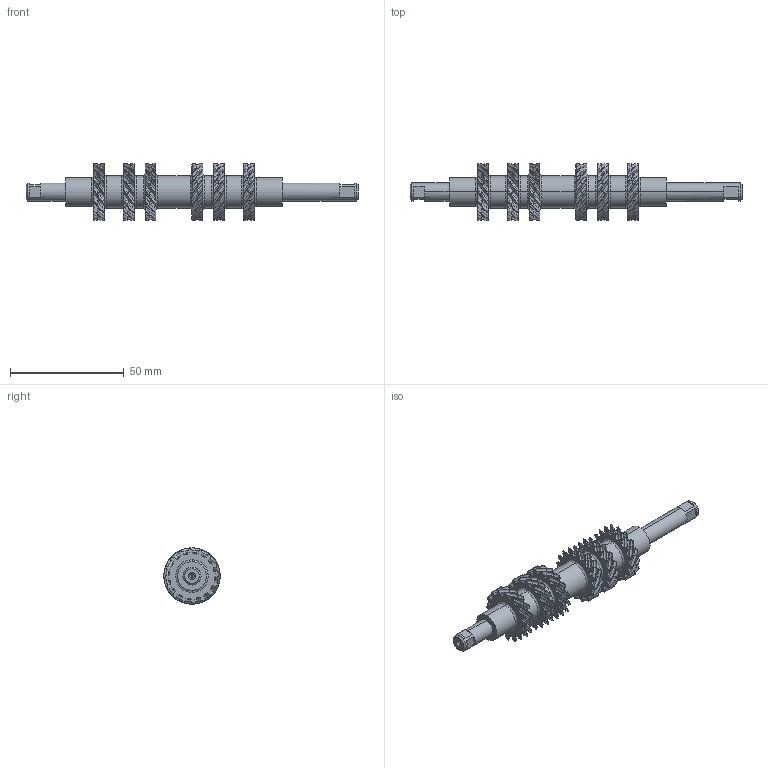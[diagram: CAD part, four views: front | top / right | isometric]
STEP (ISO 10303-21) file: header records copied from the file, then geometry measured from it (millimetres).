
FILE_DESCRIPTION (( 'STEP AP214' ), '1' );
FILE_NAME ('ﾐ鸙韭 (CE.22.0352).STEP', '2022-03-28T07:17:47', ( '' ), ( '' ), 'SwSTEP 2.0', 'SolidWorks 2020', '' );
FILE_SCHEMA (( 'AUTOMOTIVE_DESIGN' ));
Length unit declared in the file: inch
Products named in the file (1): ﾐ鸙韭 (CE.22.0352)
Bounding box: 146.05 x 24.73 x 24.75 mm (x, y, z)
Volume: 23194.6 mm3; surface area: 11718.6 mm2
Topology: 1 solids, 1 shells, 1160 faces, 3000 edges, 1858 vertices
Faces by surface type: bspline 960, cylinder 134, plane 30, torus 24, cone 12
Entity records: 53064 total; most frequent: CARTESIAN_POINT 34095, ORIENTED_EDGE 5992, EDGE_CURVE 2996, DIRECTION 1862, VERTEX_POINT 1858, EDGE_LOOP 1180, ADVANCED_FACE 1160, FACE_OUTER_BOUND 1160
